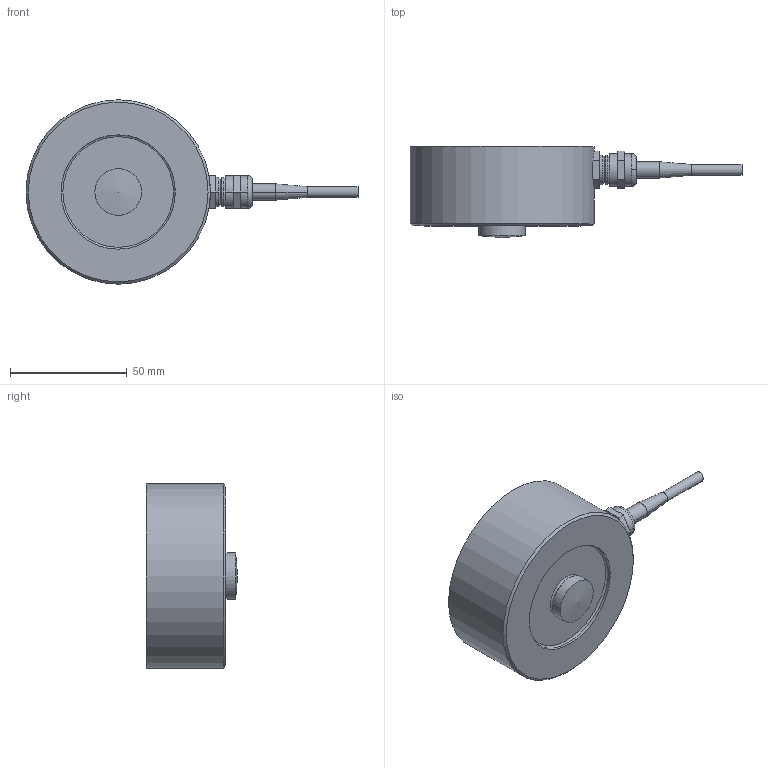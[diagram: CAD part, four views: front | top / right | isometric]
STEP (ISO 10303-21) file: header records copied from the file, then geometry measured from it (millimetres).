
FILE_DESCRIPTION( ( 'Unknown' ), '1' );
FILE_NAME( 'K-13_100kN.stp', 'Unknown', ( 'Unknown' ), ( 'Unknown' ), 'PSStep 17.0.49', 'Unknown', ' ' );
FILE_SCHEMA( ( 'AUTOMOTIVE_DESIGN { 1 0 10303 214 1 1 1 1 }' ) );
Length unit declared in the file: millimetre
Products named in the file (4): Assem1; 1502-001_doc-00056155; m12x1,5_doc-00010622; kabeldurchmesser 3,2_doc-00040959
Assembly tree (3 placements, depth 2):
  Assem1
    1502-001_doc-00056155
    m12x1,5_doc-00010622
    kabeldurchmesser 3,2_doc-00040959
Bounding box: 142.25 x 39 x 79 mm (x, y, z)
Volume: 163757.6 mm3; surface area: 22681 mm2
Topology: 3 solids, 3 shells, 89 faces, 196 edges, 120 vertices
Faces by surface type: plane 38, cylinder 26, cone 20, torus 4, sphere 1
Full cylindrical faces by diameter (mm): 4.134 x3, 4.5 x1, 4.6 x1, 17 x1, 20 x1, 49 x1, 50 x1, 79 x1
Entity records: 3792 total; most frequent: CARTESIAN_POINT 1465, ORIENTED_EDGE 332, DIRECTION 234, EDGE_CURVE 166, B_SPLINE_CURVE_WITH_KNOTS 142, AXIS2_PLACEMENT_3D 117, EDGE_LOOP 116, VERTEX_POINT 112
